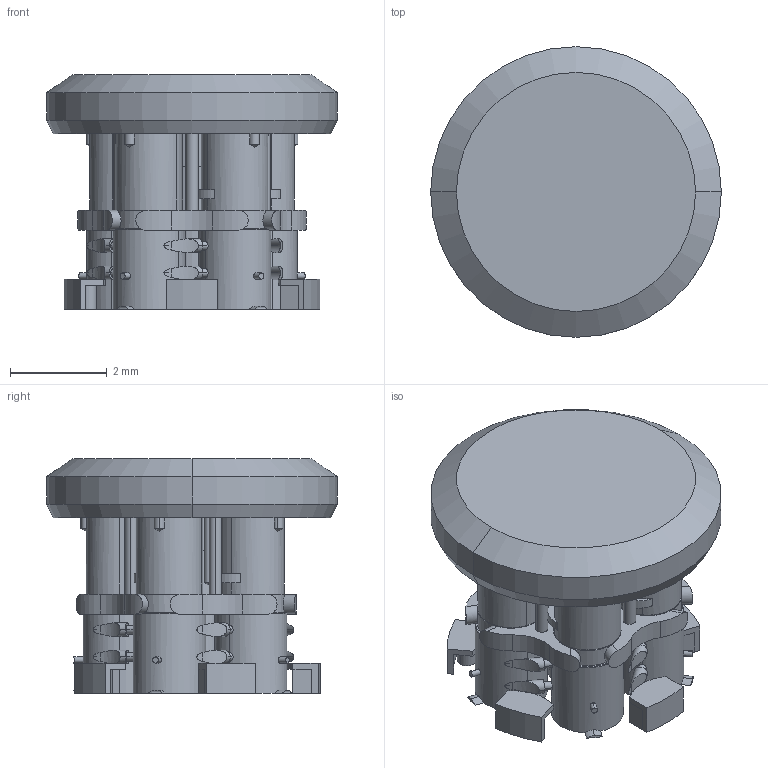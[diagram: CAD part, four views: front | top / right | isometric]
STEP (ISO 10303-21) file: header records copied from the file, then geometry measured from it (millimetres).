
FILE_DESCRIPTION(('produced by SPATIAL CORP'),'2;1');
FILE_NAME( 'subtract.hh.sat.stp','2002-04-22T09:59:57+00:00',( 'SPATIAL CORP'),('SPATIAL CORP'),'ACIS STEP Husk', 'http://www.spatial.com','SPATIAL CORP');
FILE_SCHEMA(('CONFIG_CONTROL_DESIGN'));
Length unit declared in the file: millimetre
Products named in the file (1): PRODUCT_ID_1
Bounding box: 6 x 6 x 4.84 mm (x, y, z)
Volume: 53.2 mm3; surface area: 289.7 mm2
Topology: 1 solids, 1 shells, 594 faces, 1694 edges, 1116 vertices
Faces by surface type: cylinder 378, plane 148, cone 58, torus 10
Entity records: 18906 total; most frequent: CARTESIAN_POINT 5703, ORIENTED_EDGE 3358, DIRECTION 2034, EDGE_CURVE 1679, VERTEX_POINT 1116, AXIS2_PLACEMENT_3D 730, EDGE_LOOP 701, FACE_BOUND 701
